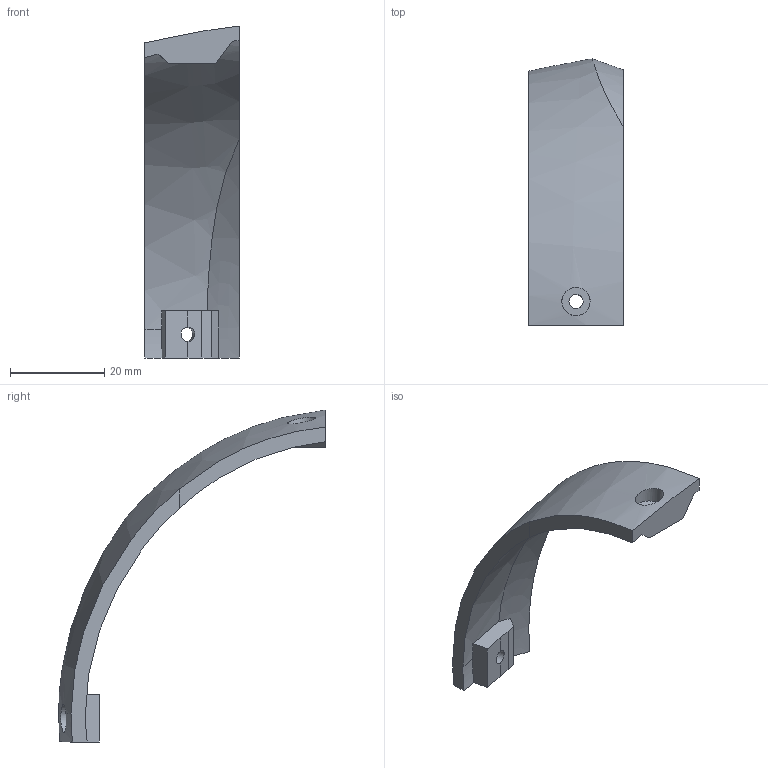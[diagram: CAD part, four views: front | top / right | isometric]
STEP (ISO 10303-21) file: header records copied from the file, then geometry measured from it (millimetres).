
FILE_DESCRIPTION(/* description */ (''),/* implementation_level */ '2;1');
FILE_NAME(/* name */ 'Shoulder_cover_right v4.step',/* time_stamp */ '2018-10-19T17:27:08+11:00',/* author */ ('TaylorY96'),/* organization */ (''),/* preprocessor_version */ 'ST-DEVELOPER v17.2',/* originating_system */ 'Autodesk Translation Framework v7.6.0.251',/* authorisation */ '');
FILE_SCHEMA (('AUTOMOTIVE_DESIGN { 1 0 10303 214 3 1 1 }'));
Length unit declared in the file: millimetre
Products named in the file (2): Shoulder_cover_right; Right Shoulder Cover V2
Assembly tree (1 placements, depth 2):
  Shoulder_cover_right
    Right Shoulder Cover V2
Bounding box: 20.02 x 56.55 x 70.36 mm (x, y, z)
Volume: 6321.8 mm3; surface area: 5004.8 mm2
Topology: 1 solids, 1 shells, 30 faces, 89 edges, 61 vertices
Faces by surface type: plane 20, bspline 6, cylinder 4
Full cylindrical faces by diameter (mm): 3 x2, 6 x2
Entity records: 9349 total; most frequent: CARTESIAN_POINT 8518, ORIENTED_EDGE 178, DIRECTION 141, EDGE_CURVE 89, VERTEX_POINT 61, AXIS2_PLACEMENT_3D 52, LINE 37, VECTOR 37
